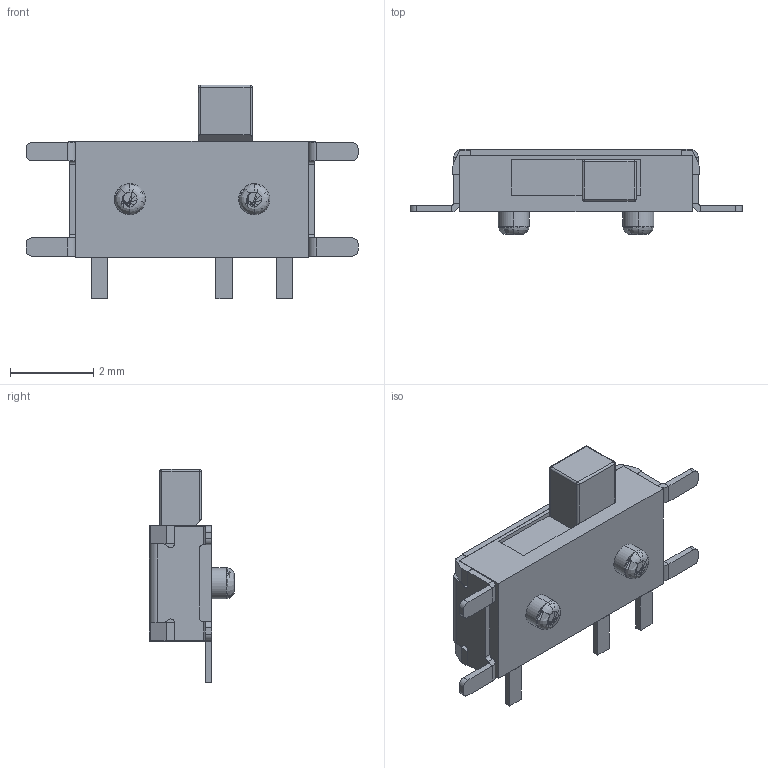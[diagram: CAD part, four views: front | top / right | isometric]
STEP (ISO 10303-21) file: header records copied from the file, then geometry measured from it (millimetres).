
FILE_DESCRIPTION(('FreeCAD Model'),'2;1');
FILE_NAME('Open CASCADE Shape Model','2025-11-10T15:44:46',(''),(''), 'Open CASCADE STEP processor 7.8','FreeCAD','Unknown');
FILE_SCHEMA(('AUTOMOTIVE_DESIGN { 1 0 10303 214 1 1 1 1 }'));
Length unit declared in the file: millimetre
Products named in the file (7): MSK12C008; MSK12C02; MSK12C003; MSK12C004; MSK12C005; MSK12C006; MSK12C007
Assembly tree (6 placements, depth 2):
  MSK12C008
    MSK12C02
    MSK12C003
    MSK12C004
    MSK12C005
    MSK12C006
    MSK12C007
Bounding box: 8 x 2.05 x 5.15 mm (x, y, z)
Volume: 27.4 mm3; surface area: 129.4 mm2
Topology: 6 solids, 6 shells, 191 faces, 468 edges, 288 vertices
Faces by surface type: plane 139, cylinder 44, revolution 4, sphere 4
Entity records: 5679 total; most frequent: CARTESIAN_POINT 984, DIRECTION 948, ORIENTED_EDGE 928, EDGE_CURVE 464, LINE 368, VECTOR 368, AXIS2_PLACEMENT_3D 288, VERTEX_POINT 288
